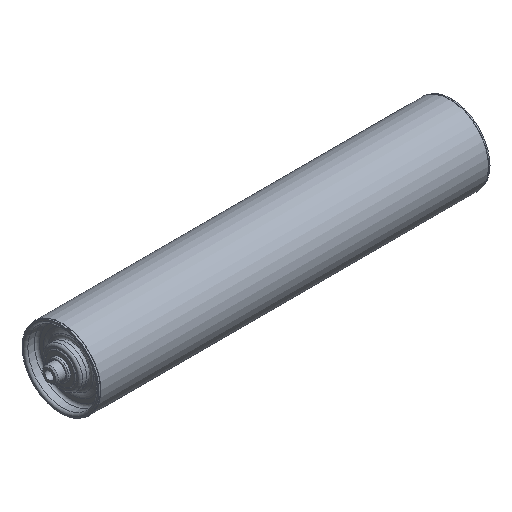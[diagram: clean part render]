
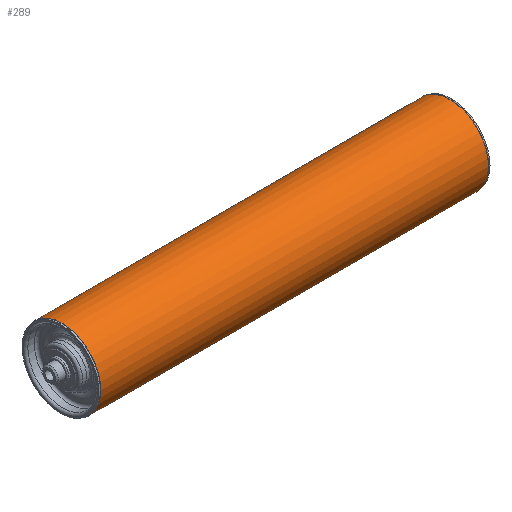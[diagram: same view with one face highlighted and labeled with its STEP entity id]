
A CAD part, isometric view. The second image highlights one B-rep face of the part: STEP entity #289.
In plain terms, the highlighted cylindrical face has radius 30 mm (diameter 60 mm), a full revolution.
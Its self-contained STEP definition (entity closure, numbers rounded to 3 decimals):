
#262=CARTESIAN_POINT('',(75.,0.,0.0));
#263=DIRECTION('',(1.0,0.0,0.0));
#264=DIRECTION('',(0.0,1.0,0.0));
#265=AXIS2_PLACEMENT_3D('',#262,#263,#264);
#266=CYLINDRICAL_SURFACE('',#265,30.);
#267=CARTESIAN_POINT('',(-150.,30.,0.0));
#268=VERTEX_POINT('',#267);
#269=CARTESIAN_POINT('',(-150.,0.,0.0));
#270=DIRECTION('',(1.0,0.0,0.0));
#271=DIRECTION('',(0.0,1.0,0.0));
#272=AXIS2_PLACEMENT_3D('',#269,#270,#271);
#273=CIRCLE('',#272,30.);
#274=EDGE_CURVE('',#268,#268,#273,.T.);
#275=ORIENTED_EDGE('',*,*,#274,.T.);
#276=EDGE_LOOP('',(#275));
#277=FACE_OUTER_BOUND('',#276,.T.);
#278=CARTESIAN_POINT('',(150.,30.,0.0));
#279=VERTEX_POINT('',#278);
#280=CARTESIAN_POINT('',(150.,0.,0.0));
#281=DIRECTION('',(1.0,0.0,0.0));
#282=DIRECTION('',(0.0,1.0,0.0));
#283=AXIS2_PLACEMENT_3D('',#280,#281,#282);
#284=CIRCLE('',#283,30.);
#285=EDGE_CURVE('',#279,#279,#284,.T.);
#286=ORIENTED_EDGE('',*,*,#285,.F.);
#287=EDGE_LOOP('',(#286));
#288=FACE_BOUND('',#287,.T.);
#289=ADVANCED_FACE('',(#277,#288),#266,.T.);
